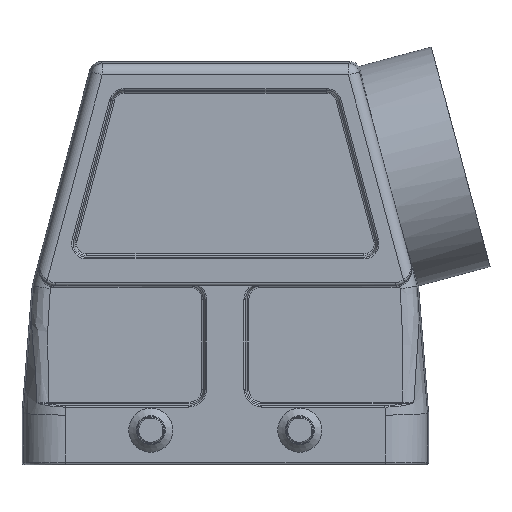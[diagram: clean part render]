
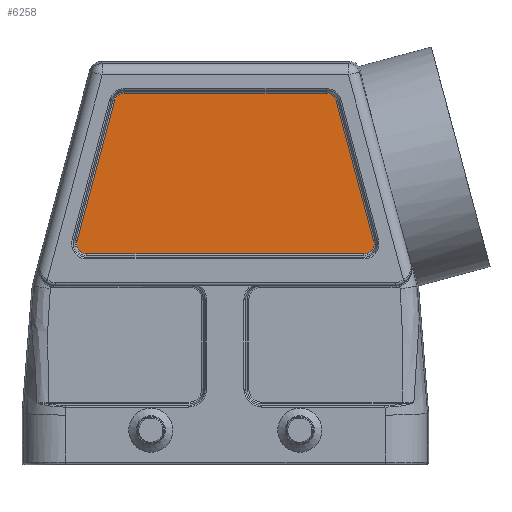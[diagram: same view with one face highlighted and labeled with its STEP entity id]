
A CAD part, front view. The second image highlights one B-rep face of the part: STEP entity #6258.
In plain terms, the highlighted planar face has unit normal (0, -1, 0).
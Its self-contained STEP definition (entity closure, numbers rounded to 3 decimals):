
#6183=CARTESIAN_POINT('',(18.027,-21.25,55.35));
#6184=DIRECTION('',(0.0,1.0,0.0));
#6185=DIRECTION('',(0.0,0.0,1.0));
#6186=AXIS2_PLACEMENT_3D('',#6183,#6184,#6185);
#6187=PLANE('',#6186);
#6188=CARTESIAN_POINT('',(26.498,-21.25,30.825));
#6189=VERTEX_POINT('',#6188);
#6190=CARTESIAN_POINT('',(19.8,-21.25,55.825));
#6191=VERTEX_POINT('',#6190);
#6192=CARTESIAN_POINT('',(26.498,-21.25,30.825));
#6193=DIRECTION('',(-0.259,0.0,0.966));
#6194=VECTOR('',#6193,25.882);
#6195=LINE('',#6192,#6194);
#6196=EDGE_CURVE('',#6189,#6191,#6195,.T.);
#6197=ORIENTED_EDGE('',*,*,#6196,.T.);
#6198=CARTESIAN_POINT('',(18.027,-21.25,57.185));
#6199=VERTEX_POINT('',#6198);
#6200=CARTESIAN_POINT('',(18.027,-21.25,55.35));
#6201=DIRECTION('',(0.0,-1.0,0.0));
#6202=DIRECTION('',(0.0,0.0,1.0));
#6203=AXIS2_PLACEMENT_3D('',#6200,#6201,#6202);
#6204=CIRCLE('',#6203,1.835);
#6205=EDGE_CURVE('',#6191,#6199,#6204,.T.);
#6206=ORIENTED_EDGE('',*,*,#6205,.T.);
#6207=CARTESIAN_POINT('',(-18.027,-21.25,57.185));
#6208=VERTEX_POINT('',#6207);
#6209=CARTESIAN_POINT('',(18.027,-21.25,57.185));
#6210=DIRECTION('',(-1.0,0.0,0.0));
#6211=VECTOR('',#6210,36.054);
#6212=LINE('',#6209,#6211);
#6213=EDGE_CURVE('',#6199,#6208,#6212,.T.);
#6214=ORIENTED_EDGE('',*,*,#6213,.T.);
#6215=CARTESIAN_POINT('',(-19.8,-21.25,55.825));
#6216=VERTEX_POINT('',#6215);
#6217=CARTESIAN_POINT('',(-18.027,-21.25,55.35));
#6218=DIRECTION('',(0.0,-1.0,0.0));
#6219=DIRECTION('',(0.0,0.0,1.0));
#6220=AXIS2_PLACEMENT_3D('',#6217,#6218,#6219);
#6221=CIRCLE('',#6220,1.835);
#6222=EDGE_CURVE('',#6208,#6216,#6221,.T.);
#6223=ORIENTED_EDGE('',*,*,#6222,.T.);
#6224=CARTESIAN_POINT('',(-26.498,-21.25,30.825));
#6225=VERTEX_POINT('',#6224);
#6226=CARTESIAN_POINT('',(-19.8,-21.25,55.825));
#6227=DIRECTION('',(-0.259,0.0,-0.966));
#6228=VECTOR('',#6227,25.882);
#6229=LINE('',#6226,#6228);
#6230=EDGE_CURVE('',#6216,#6225,#6229,.T.);
#6231=ORIENTED_EDGE('',*,*,#6230,.T.);
#6232=CARTESIAN_POINT('',(-24.726,-21.25,28.515));
#6233=VERTEX_POINT('',#6232);
#6234=CARTESIAN_POINT('',(-24.726,-21.25,30.35));
#6235=DIRECTION('',(0.0,-1.0,0.0));
#6236=DIRECTION('',(0.0,0.0,1.0));
#6237=AXIS2_PLACEMENT_3D('',#6234,#6235,#6236);
#6238=CIRCLE('',#6237,1.835);
#6239=EDGE_CURVE('',#6225,#6233,#6238,.T.);
#6240=ORIENTED_EDGE('',*,*,#6239,.T.);
#6241=CARTESIAN_POINT('',(24.726,-21.25,28.515));
#6242=VERTEX_POINT('',#6241);
#6243=CARTESIAN_POINT('',(-24.726,-21.25,28.515));
#6244=DIRECTION('',(1.0,0.0,0.0));
#6245=VECTOR('',#6244,49.452);
#6246=LINE('',#6243,#6245);
#6247=EDGE_CURVE('',#6233,#6242,#6246,.T.);
#6248=ORIENTED_EDGE('',*,*,#6247,.T.);
#6249=CARTESIAN_POINT('',(24.726,-21.25,30.35));
#6250=DIRECTION('',(0.0,-1.0,0.0));
#6251=DIRECTION('',(0.0,0.0,1.0));
#6252=AXIS2_PLACEMENT_3D('',#6249,#6250,#6251);
#6253=CIRCLE('',#6252,1.835);
#6254=EDGE_CURVE('',#6242,#6189,#6253,.T.);
#6255=ORIENTED_EDGE('',*,*,#6254,.T.);
#6256=EDGE_LOOP('',(#6197,#6206,#6214,#6223,#6231,#6240,#6248,#6255));
#6257=FACE_OUTER_BOUND('',#6256,.T.);
#6258=ADVANCED_FACE('',(#6257),#6187,.F.);
